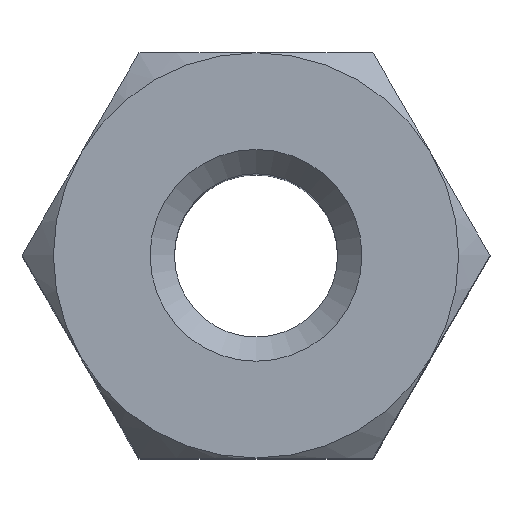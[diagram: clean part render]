
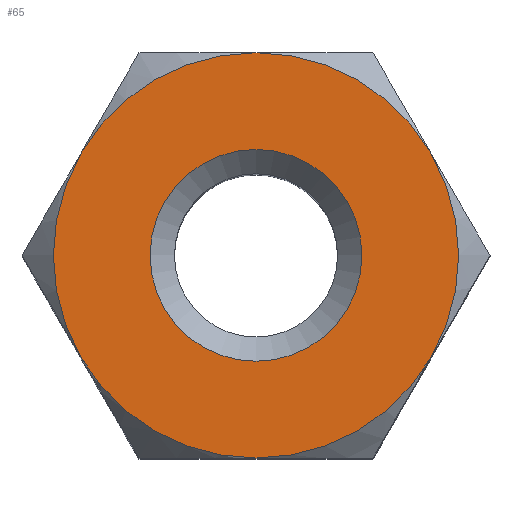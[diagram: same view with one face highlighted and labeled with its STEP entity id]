
A CAD part, top view. The second image highlights one B-rep face of the part: STEP entity #65.
In plain terms, the highlighted planar face has unit normal (0, 0, 1).
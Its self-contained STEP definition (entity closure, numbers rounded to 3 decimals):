
#65 = ADVANCED_FACE( '', ( #137, #138 ), #139, .T. );
#137 = FACE_BOUND( '', #218, .T. );
#138 = FACE_OUTER_BOUND( '', #219, .T. );
#139 = PLANE( '', #220 );
#218 = EDGE_LOOP( '', ( #332 ) );
#219 = EDGE_LOOP( '', ( #333, #334, #335, #336, #337, #338 ) );
#220 = AXIS2_PLACEMENT_3D( '', #339, #340, #341 );
#332 = ORIENTED_EDGE( '', *, *, #488, .T. );
#333 = ORIENTED_EDGE( '', *, *, #489, .F. );
#334 = ORIENTED_EDGE( '', *, *, #455, .F. );
#335 = ORIENTED_EDGE( '', *, *, #458, .F. );
#336 = ORIENTED_EDGE( '', *, *, #470, .T. );
#337 = ORIENTED_EDGE( '', *, *, #466, .F. );
#338 = ORIENTED_EDGE( '', *, *, #481, .F. );
#339 = CARTESIAN_POINT( '', ( 0., 0., 4.5 ) );
#340 = DIRECTION( '', ( 0., 0., 1. ) );
#341 = DIRECTION( '', ( 1., 0., 0. ) );
#455 = EDGE_CURVE( '', #526, #529, #530, .F. );
#458 = EDGE_CURVE( '', #533, #526, #534, .F. );
#466 = EDGE_CURVE( '', #546, #547, #548, .F. );
#470 = EDGE_CURVE( '', #533, #547, #553, .T. );
#481 = EDGE_CURVE( '', #568, #546, #571, .F. );
#488 = EDGE_CURVE( '', #580, #580, #581, .T. );
#489 = EDGE_CURVE( '', #529, #568, #582, .F. );
#526 = VERTEX_POINT( '', #635 );
#529 = VERTEX_POINT( '', #643 );
#530 = CIRCLE( '', #644, 2.5 );
#533 = VERTEX_POINT( '', #654 );
#534 = CIRCLE( '', #655, 2.5 );
#546 = VERTEX_POINT( '', #693 );
#547 = VERTEX_POINT( '', #694 );
#548 = CIRCLE( '', #695, 2.5 );
#553 = CIRCLE( '', #712, 2.5 );
#568 = VERTEX_POINT( '', #758 );
#571 = CIRCLE( '', #768, 2.5 );
#580 = VERTEX_POINT( '', #796 );
#581 = CIRCLE( '', #797, 1.307 );
#582 = CIRCLE( '', #798, 2.5 );
#635 = CARTESIAN_POINT( '', ( 2.165, 1.25, 4.5 ) );
#643 = CARTESIAN_POINT( '', ( 2.165, -1.25, 4.5 ) );
#644 = AXIS2_PLACEMENT_3D( '', #865, #866, #867 );
#654 = CARTESIAN_POINT( '', ( 0., 2.5, 4.5 ) );
#655 = AXIS2_PLACEMENT_3D( '', #868, #869, #870 );
#693 = CARTESIAN_POINT( '', ( -2.165, -1.25, 4.5 ) );
#694 = CARTESIAN_POINT( '', ( -2.165, 1.25, 4.5 ) );
#695 = AXIS2_PLACEMENT_3D( '', #874, #875, #876 );
#712 = AXIS2_PLACEMENT_3D( '', #877, #878, #879 );
#758 = CARTESIAN_POINT( '', ( 0., -2.5, 4.5 ) );
#768 = AXIS2_PLACEMENT_3D( '', #882, #883, #884 );
#796 = CARTESIAN_POINT( '', ( 0., 1.307, 4.5 ) );
#797 = AXIS2_PLACEMENT_3D( '', #888, #889, #890 );
#798 = AXIS2_PLACEMENT_3D( '', #891, #892, #893 );
#865 = CARTESIAN_POINT( '', ( 0., 0., 4.5 ) );
#866 = DIRECTION( '', ( 0., 0., 1. ) );
#867 = DIRECTION( '', ( 1., 0., 0. ) );
#868 = CARTESIAN_POINT( '', ( 0., 0., 4.5 ) );
#869 = DIRECTION( '', ( 0., 0., 1. ) );
#870 = DIRECTION( '', ( 1., 0., 0. ) );
#874 = CARTESIAN_POINT( '', ( 0., 0., 4.5 ) );
#875 = DIRECTION( '', ( 0., 0., 1. ) );
#876 = DIRECTION( '', ( 1., 0., 0. ) );
#877 = CARTESIAN_POINT( '', ( 0., 0., 4.5 ) );
#878 = DIRECTION( '', ( 0., 0., 1. ) );
#879 = DIRECTION( '', ( 1., 0., 0. ) );
#882 = CARTESIAN_POINT( '', ( 0., 0., 4.5 ) );
#883 = DIRECTION( '', ( 0., 0., 1. ) );
#884 = DIRECTION( '', ( 1., 0., 0. ) );
#888 = CARTESIAN_POINT( '', ( 0., 0., 4.5 ) );
#889 = DIRECTION( '', ( 0., 0., -1. ) );
#890 = DIRECTION( '', ( 0., 1., 0. ) );
#891 = CARTESIAN_POINT( '', ( 0., 0., 4.5 ) );
#892 = DIRECTION( '', ( 0., 0., 1. ) );
#893 = DIRECTION( '', ( 1., 0., 0. ) );
